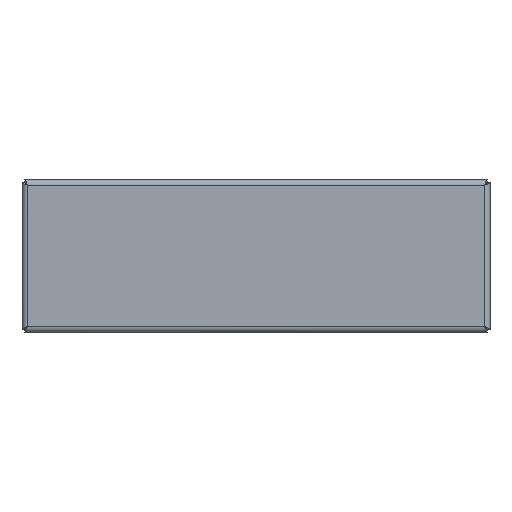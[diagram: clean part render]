
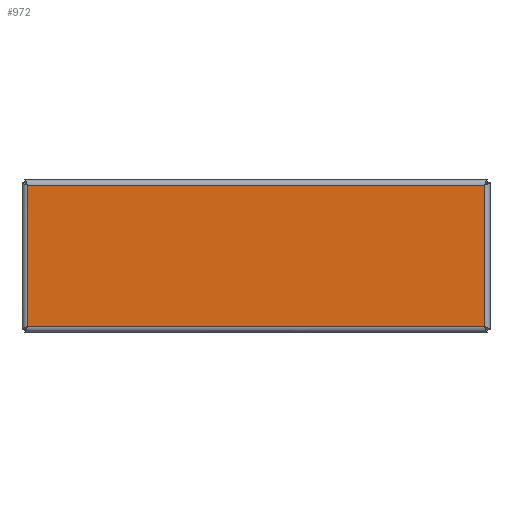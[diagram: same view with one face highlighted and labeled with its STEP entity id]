
A CAD part, top view. The second image highlights one B-rep face of the part: STEP entity #972.
In plain terms, the highlighted planar face has unit normal (0, 0, 1).
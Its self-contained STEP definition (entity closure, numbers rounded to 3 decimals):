
#76=PLANE('',#1040);
#123=FACE_OUTER_BOUND('',#179,.T.);
#179=EDGE_LOOP('',(#784,#785,#786,#787));
#289=LINE('',#1795,#378);
#291=LINE('',#1799,#380);
#293=LINE('',#1803,#382);
#295=LINE('',#1807,#384);
#378=VECTOR('',#1184,10.);
#380=VECTOR('',#1190,10.);
#382=VECTOR('',#1196,10.);
#384=VECTOR('',#1202,10.);
#405=VERTEX_POINT('',#1322);
#413=VERTEX_POINT('',#1416);
#424=VERTEX_POINT('',#1546);
#439=VERTEX_POINT('',#1652);
#568=EDGE_CURVE('',#439,#424,#289,.T.);
#570=EDGE_CURVE('',#413,#439,#291,.T.);
#572=EDGE_CURVE('',#405,#413,#293,.T.);
#574=EDGE_CURVE('',#424,#405,#295,.T.);
#784=ORIENTED_EDGE('',*,*,#568,.T.);
#785=ORIENTED_EDGE('',*,*,#574,.T.);
#786=ORIENTED_EDGE('',*,*,#572,.T.);
#787=ORIENTED_EDGE('',*,*,#570,.T.);
#972=ADVANCED_FACE('',(#123),#76,.F.);
#1040=AXIS2_PLACEMENT_3D('',#1810,#1207,#1208);
#1184=DIRECTION('',(-1.,0.,0.));
#1190=DIRECTION('',(0.,1.,0.));
#1196=DIRECTION('',(1.,0.,0.));
#1202=DIRECTION('',(0.,-1.,0.));
#1207=DIRECTION('center_axis',(0.,0.,
-1.));
#1208=DIRECTION('ref_axis',(1.,0.,0.));
#1322=CARTESIAN_POINT('',(-171.,-53.,34.));
#1416=CARTESIAN_POINT('',(171.,-53.,34.));
#1546=CARTESIAN_POINT('',(-171.,53.,34.));
#1652=CARTESIAN_POINT('',(171.,53.,34.));
#1795=CARTESIAN_POINT('',(85.5,53.,34.));
#1799=CARTESIAN_POINT('',(171.,-26.5,34.));
#1803=CARTESIAN_POINT('',(-85.5,-53.,34.));
#1807=CARTESIAN_POINT('',(-171.,26.5,34.));
#1810=CARTESIAN_POINT('Origin',(0.,0.,
34.));
